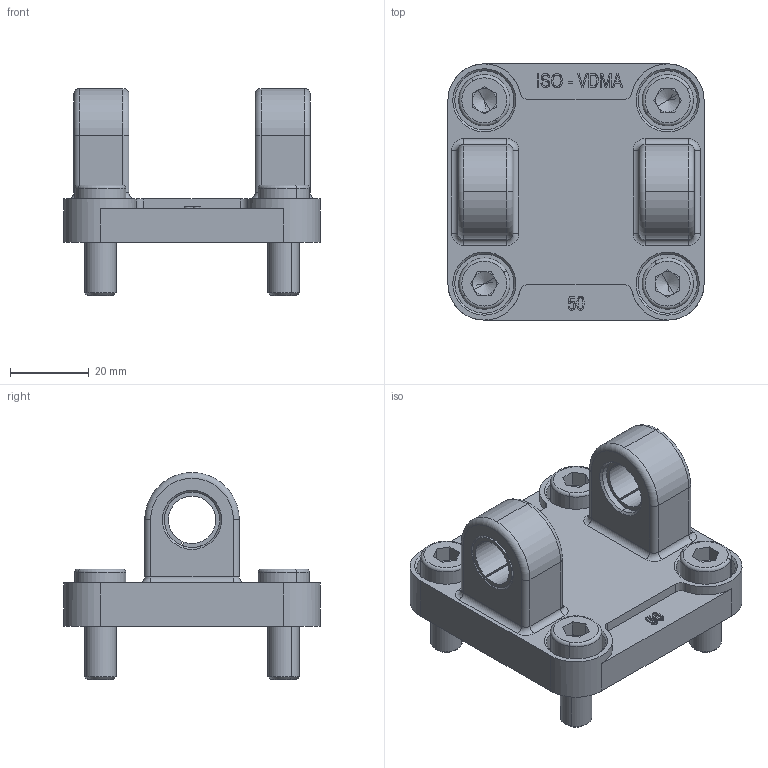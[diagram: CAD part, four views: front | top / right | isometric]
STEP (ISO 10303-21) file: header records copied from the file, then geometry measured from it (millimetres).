
FILE_DESCRIPTION (( 'STEP AP203' ), '1' );
FILE_NAME ('CFE050A1S.step', '2022-03-10T11:55:51', ( '' ), ( '' ), 'SwSTEP 2.0', 'SolidWorks 2021', '' );
FILE_SCHEMA (( 'CONFIG_CONTROL_DESIGN' ));
Length unit declared in the file: millimetre
Products named in the file (5): BC02812001; CFE050A1S; CFE1050000; CFE1050B00; VT00708200_DIN 912 M8 x 20 --- 20C
Assembly tree (8 placements, depth 3):
  CFE050A1S
    CFE1050000
      CFE1050B00
      BC02812001  x2
    VT00708200_DIN 912 M8 x 20 --- 20C  x4
Bounding box: 65 x 65 x 52.5 mm (x, y, z)
Volume: 54376.4 mm3; surface area: 23377.8 mm2
Topology: 7 solids, 7 shells, 374 faces, 887 edges, 548 vertices
Faces by surface type: plane 160, cylinder 78, bspline 54, cone 50, torus 32
Entity records: 11646 total; most frequent: CARTESIAN_POINT 4565, ORIENTED_EDGE 1374, DIRECTION 1255, EDGE_CURVE 687, AXIS2_PLACEMENT_3D 435, VERTEX_POINT 433, VECTOR 385, LINE 385
